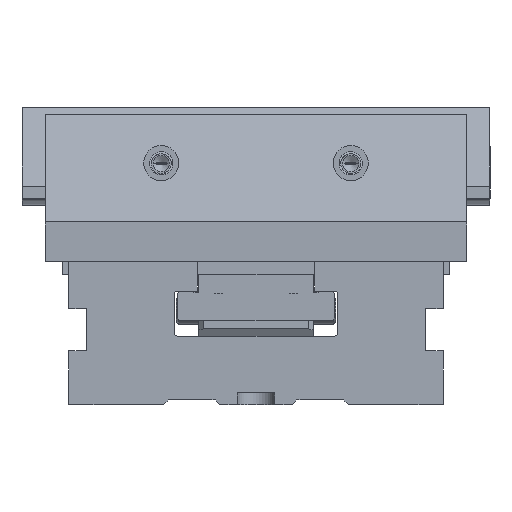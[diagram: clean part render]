
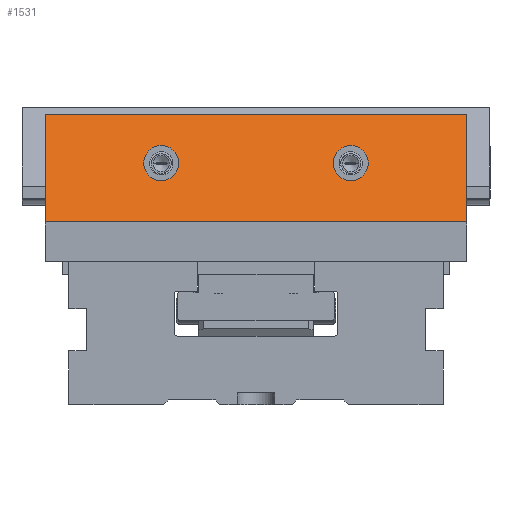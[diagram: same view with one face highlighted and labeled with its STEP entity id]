
A CAD part, left-side view. The second image highlights one B-rep face of the part: STEP entity #1531.
In plain terms, the highlighted planar face has unit normal (-0.924, 0, 0.383).
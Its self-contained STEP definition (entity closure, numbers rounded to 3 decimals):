
#305=ELLIPSE('',#9288,8.118,7.5);
#306=ELLIPSE('',#9303,8.118,7.5);
#820=FACE_BOUND('',#2757,.T.);
#821=FACE_BOUND('',#2758,.T.);
#822=FACE_BOUND('',#2759,.T.);
#1531=ADVANCED_FACE('',(#820,#821,#822),#1940,.F.);
#1940=PLANE('',#9305);
#2757=EDGE_LOOP('',(#4144,#4145,#4146,#4147));
#2758=EDGE_LOOP('',(#4148));
#2759=EDGE_LOOP('',(#4149));
#4144=ORIENTED_EDGE('',*,*,#6738,.T.);
#4145=ORIENTED_EDGE('',*,*,#6722,.T.);
#4146=ORIENTED_EDGE('',*,*,#6755,.T.);
#4147=ORIENTED_EDGE('',*,*,#6742,.T.);
#4148=ORIENTED_EDGE('',*,*,#6788,.F.);
#4149=ORIENTED_EDGE('',*,*,#6782,.F.);
#5767=VERTEX_POINT('',#13201);
#5768=VERTEX_POINT('',#13202);
#5781=VERTEX_POINT('',#13233);
#5784=VERTEX_POINT('',#13241);
#5811=VERTEX_POINT('',#13328);
#5818=VERTEX_POINT('',#13350);
#6722=EDGE_CURVE('',#5767,#5768,#7751,.T.);
#6738=EDGE_CURVE('',#5781,#5767,#7765,.T.);
#6742=EDGE_CURVE('',#5784,#5781,#7768,.T.);
#6755=EDGE_CURVE('',#5768,#5784,#7779,.T.);
#6782=EDGE_CURVE('',#5811,#5811,#305,.T.);
#6788=EDGE_CURVE('',#5818,#5818,#306,.T.);
#7751=LINE('',#13200,#8507);
#7765=LINE('',#13232,#8521);
#7768=LINE('',#13240,#8524);
#7779=LINE('',#13265,#8535);
#8507=VECTOR('',#10745,1.);
#8521=VECTOR('',#10767,1.);
#8524=VECTOR('',#10774,1.);
#8535=VECTOR('',#10793,1.);
#9288=AXIS2_PLACEMENT_3D('',#13327,#10867,#10868);
#9303=AXIS2_PLACEMENT_3D('',#13349,#10897,#10898);
#9305=AXIS2_PLACEMENT_3D('',#13352,#10901,#10902);
#10745=DIRECTION('',(0.,1.,0.));
#10767=DIRECTION('',(0.383,0.,0.924));
#10774=DIRECTION('',(0.,-1.,0.));
#10793=DIRECTION('',(-0.383,0.,-0.924));
#10867=DIRECTION('',(-0.924,0.,0.383));
#10868=DIRECTION('',(0.383,0.,0.924));
#10897=DIRECTION('',(-0.924,0.,0.383));
#10898=DIRECTION('',(0.383,0.,0.924));
#10901=DIRECTION('',(0.924,0.,-0.383));
#10902=DIRECTION('',(-0.383,0.,-0.924));
#13200=CARTESIAN_POINT('',(19.042,80.,124.));
#13201=CARTESIAN_POINT('',(19.042,-10.,124.));
#13202=CARTESIAN_POINT('',(19.042,170.,124.));
#13232=CARTESIAN_POINT('',(0.589,-10.,79.453));
#13233=CARTESIAN_POINT('',(0.,-10.,78.03));
#13240=CARTESIAN_POINT('',(0.,80.,78.03));
#13241=CARTESIAN_POINT('',(0.,170.,78.03));
#13265=CARTESIAN_POINT('',(0.589,170.,79.453));
#13327=CARTESIAN_POINT('',(10.405,120.5,103.15));
#13328=CARTESIAN_POINT('',(13.512,120.5,110.65));
#13349=CARTESIAN_POINT('',(10.405,39.5,103.15));
#13350=CARTESIAN_POINT('',(13.512,39.5,110.65));
#13352=CARTESIAN_POINT('',(21.926,80.,130.963));
